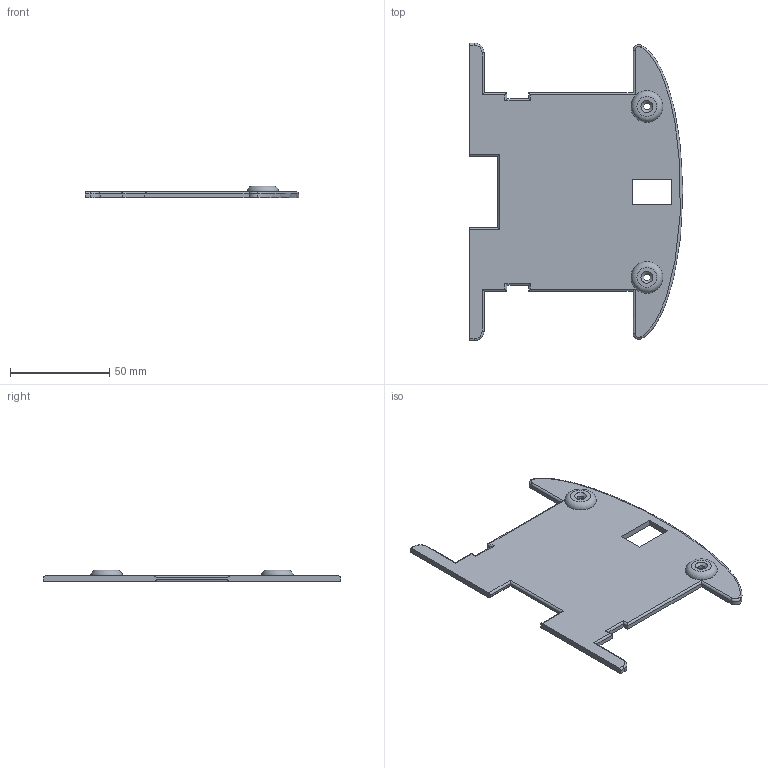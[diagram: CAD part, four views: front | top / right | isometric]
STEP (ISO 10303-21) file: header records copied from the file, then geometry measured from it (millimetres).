
FILE_DESCRIPTION(/* description */ (''),/* implementation_level */ '2;1');
FILE_NAME(/* name */ '5f6781c3ad068c120b75159b',/* time_stamp */ '2020-09-20T16:22:28+00:00',/* author */ (''),/* organization */ (''),/* preprocessor_version */ 'ST-DEVELOPER v16.7',/* originating_system */ $,/* authorisation */ $);
FILE_SCHEMA (('AUTOMOTIVE_DESIGN {1 0 10303 214 3 1 1}'));
Length unit declared in the file: metre
Products named in the file (1): openbot_top_B
Bounding box: 107.39 x 150 x 6 mm (x, y, z)
Volume: 32208.5 mm3; surface area: 23558.4 mm2
Topology: 1 solids, 1 shells, 73 faces, 175 edges, 108 vertices
Faces by surface type: plane 31, cylinder 30, torus 8, cone 2, bspline 2
Full cylindrical faces by diameter (mm): 3.4 x2, 12.2 x2
Entity records: 2215 total; most frequent: CARTESIAN_POINT 500, DIRECTION 360, ORIENTED_EDGE 326, EDGE_CURVE 163, AXIS2_PLACEMENT_3D 129, VERTEX_POINT 106, LINE 102, VECTOR 102
